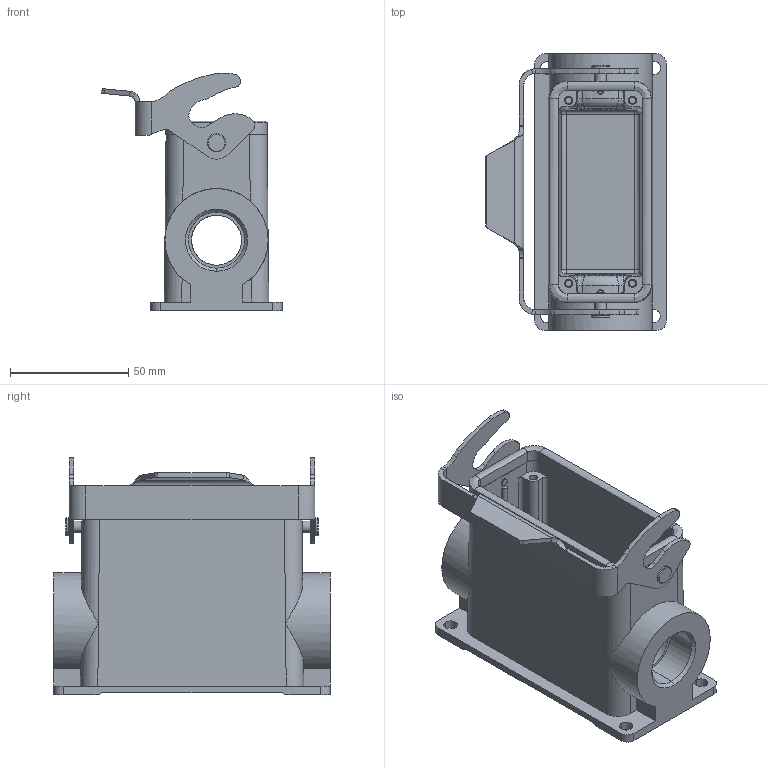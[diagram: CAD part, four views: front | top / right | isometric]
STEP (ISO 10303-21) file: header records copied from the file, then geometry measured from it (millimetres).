
FILE_DESCRIPTION(/* description */ (''),/* implementation_level */ '2;1');
FILE_NAME(/* name */ 'H16B-SFH-1L-XXX.stp',/* time_stamp */ '2022-08-12T09:58:00+08:00',/* author */ (''),/* organization */ (''),/* preprocessor_version */ 'ST-DEVELOPER v16',/* originating_system */ 'SIEMENS PLM Software NX 10.0',/* authorisation */ '');
FILE_SCHEMA (('AUTOMOTIVE_DESIGN { 1 0 10303 214 3 1 1 1 }'));
Length unit declared in the file: millimetre
Products named in the file (1): Admi11682A00h7kf
Bounding box: 76.36 x 117 x 100.63 mm (x, y, z)
Volume: 155253.3 mm3; surface area: 67279.7 mm2
Topology: 1 solids, 1 shells, 307 faces, 843 edges, 552 vertices
Faces by surface type: cylinder 132, plane 125, bspline 24, cone 20, extrusion 4, torus 2
Full cylindrical faces by diameter (mm): 3 x2, 4.8 x4, 7.8 x2
Entity records: 10653 total; most frequent: CARTESIAN_POINT 2846, ORIENTED_EDGE 1654, DIRECTION 1600, EDGE_CURVE 827, AXIS2_PLACEMENT_3D 593, VERTEX_POINT 547, VECTOR 414, LINE 410
